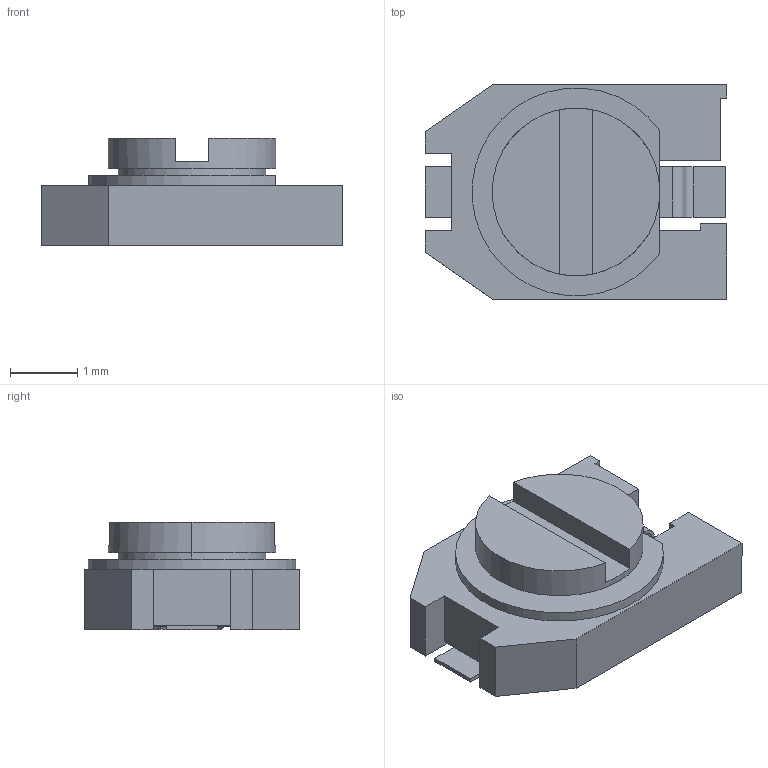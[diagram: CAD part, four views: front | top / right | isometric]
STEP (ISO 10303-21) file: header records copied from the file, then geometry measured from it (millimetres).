
FILE_DESCRIPTION (( 'STEP AP214' ), '1' );
FILE_NAME ('User Library-TZC3P200A110R00.STEP', '2020-12-23T09:03:38', ( '' ), ( '' ), 'SwSTEP 2.0', 'SolidWorks 2020', '' );
FILE_SCHEMA (( 'AUTOMOTIVE_DESIGN' ));
Length unit declared in the file: millimetre
Products named in the file (9): 4; 1; 3; 2; 8; 7; 5; User Library-TZC3P200A110R00; 6
Assembly tree (8 placements, depth 2):
  User Library-TZC3P200A110R00
    1
    2
    3
    4
    5
    6
    7
    8
Bounding box: 4.5 x 3.2 x 1.6 mm (x, y, z)
Volume: 13.6 mm3; surface area: 91.9 mm2
Topology: 8 solids, 8 shells, 85 faces, 202 edges, 132 vertices
Faces by surface type: plane 55, cylinder 19, bspline 11
Entity records: 3994 total; most frequent: CARTESIAN_POINT 738, DIRECTION 410, ORIENTED_EDGE 404, EDGE_CURVE 202, AXIS2_PLACEMENT_3D 141, VERTEX_POINT 132, VECTOR 128, LINE 128
